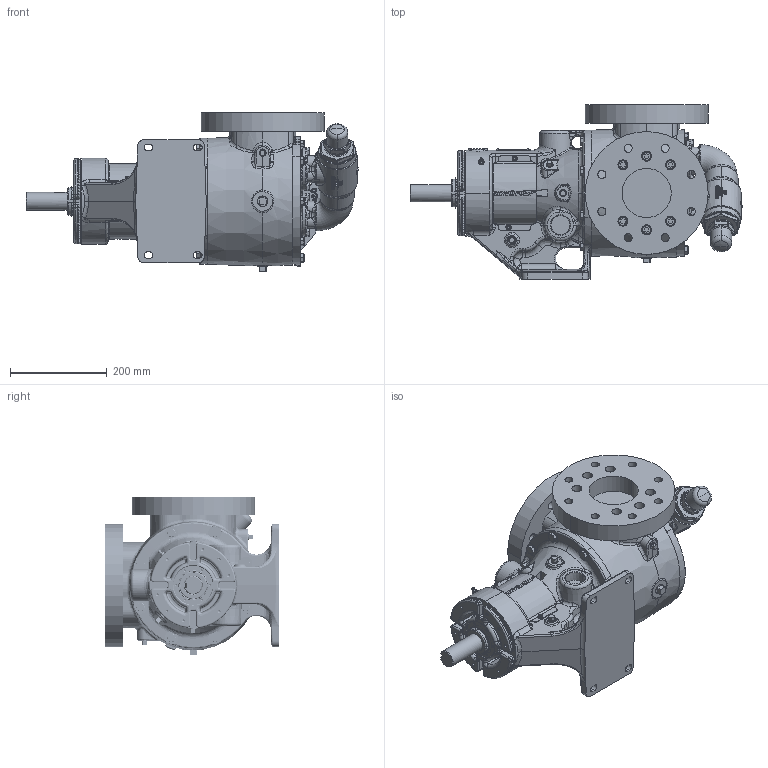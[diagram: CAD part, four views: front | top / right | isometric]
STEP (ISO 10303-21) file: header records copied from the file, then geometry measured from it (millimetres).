
FILE_DESCRIPTION (( 'STEP AP214' ), '1' );
FILE_NAME ('LV-4572.STEP', '2024-04-17T13:03:51', ( '' ), ( '' ), 'SwSTEP 2.0', 'SolidWorks 2022', '' );
FILE_SCHEMA (( 'AUTOMOTIVE_DESIGN' ));
Length unit declared in the file: inch
Products named in the file (1): LV-4572
Bounding box: 686.02 x 360.36 x 326.71 mm (x, y, z)
Volume: 22475666 mm3; surface area: 1128306.8 mm2
Topology: 1 solids, 13 shells, 5500 faces, 14072 edges, 8761 vertices
Faces by surface type: plane 1786, bspline 1723, cylinder 1037, cone 714, torus 156, sphere 84
Entity records: 322361 total; most frequent: CARTESIAN_POINT 131623, ORIENTED_EDGE 27846, DIRECTION 20254, EDGE_CURVE 13923, VERTEX_POINT 8754, AXIS2_PLACEMENT_3D 7536, EDGE_LOOP 5885, LENGTH_MEASURE_WITH_UNIT 5503
